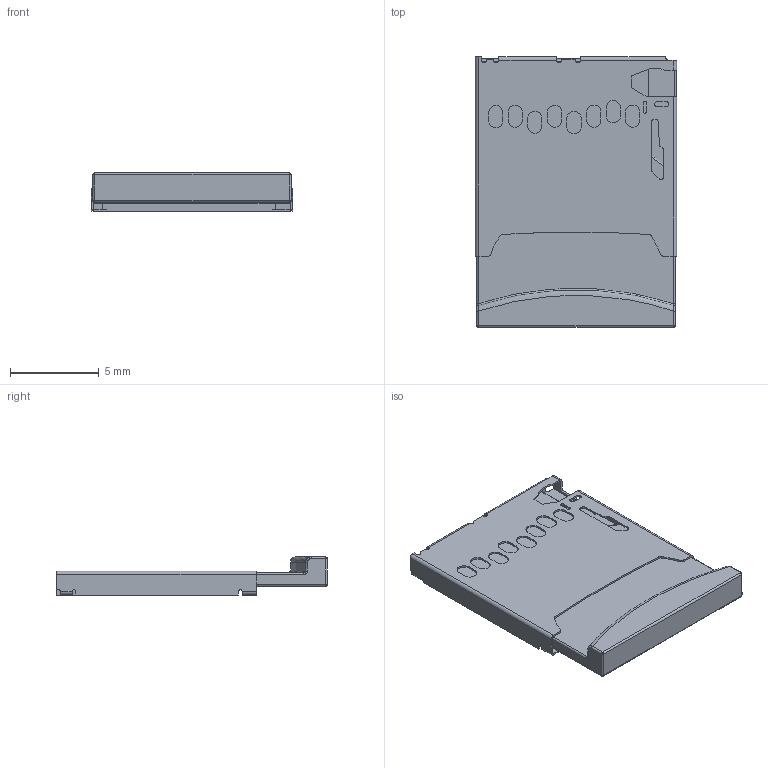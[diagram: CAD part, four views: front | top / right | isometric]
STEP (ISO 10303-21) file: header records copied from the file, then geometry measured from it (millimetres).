
FILE_DESCRIPTION (( 'STEP AP214' ), '1' );
FILE_NAME ('TF-110_with_Micro-SD.step', '2019-07-11T21:00:18', ( '' ), ( '' ), 'SwSTEP 2.0', 'SolidWorks 2017', '' );
FILE_SCHEMA (( 'AUTOMOTIVE_DESIGN' ));
Length unit declared in the file: millimetre
Products named in the file (3): TF-110_with_Micro-SD; MicroSD; CONNECTOR MICRO SD TF-110 
Assembly tree (2 placements, depth 2):
  TF-110_with_Micro-SD
    CONNECTOR MICRO SD TF-110 
    MicroSD
Bounding box: 11.35 x 15.26 x 2.15 mm (x, y, z)
Volume: 189 mm3; surface area: 862.5 mm2
Topology: 3 solids, 3 shells, 269 faces, 735 edges, 466 vertices
Faces by surface type: plane 154, cylinder 97, bspline 18
Entity records: 9974 total; most frequent: CARTESIAN_POINT 1948, ORIENTED_EDGE 1446, DIRECTION 1374, EDGE_CURVE 723, VECTOR 504, LINE 504, VERTEX_POINT 466, AXIS2_PLACEMENT_3D 435
